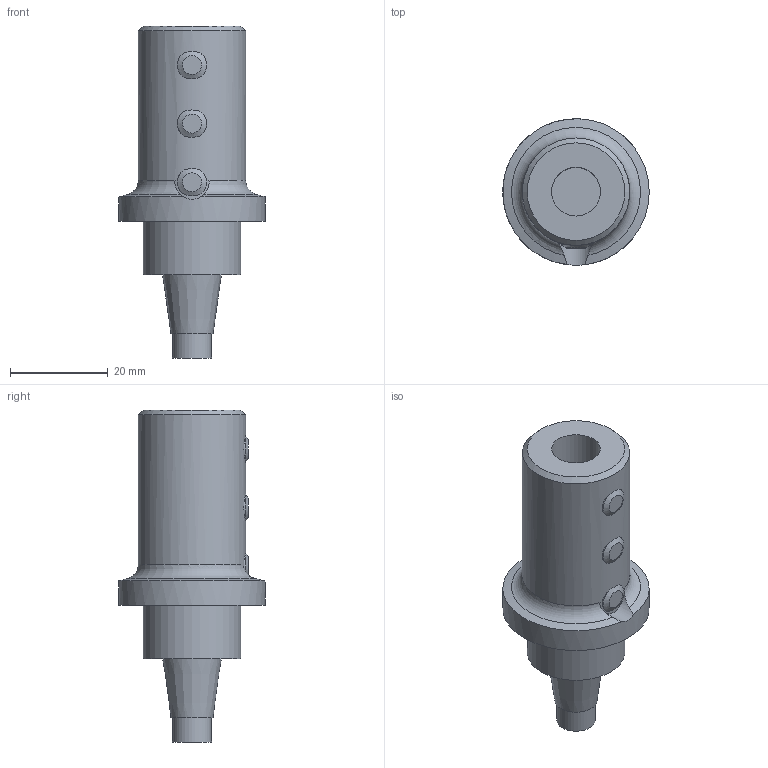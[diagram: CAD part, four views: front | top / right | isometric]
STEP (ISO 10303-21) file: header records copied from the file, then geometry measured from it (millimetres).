
FILE_DESCRIPTION(/* description */ (''),/* implementation_level */ '2;1');
FILE_NAME(/* name */ 'W9990458_stp.stp',/* time_stamp */ '2017-05-09T12:53:47+02:00',/* author */ (''),/* organization */ (''),/* preprocessor_version */ 'ST-DEVELOPER v15',/* originating_system */ 'SIEMENS PLM Software NX 9.0',/* authorisation */ '');
FILE_SCHEMA (('AUTOMOTIVE_DESIGN { 1 0 10303 214 3 1 1 1 }'));
Length unit declared in the file: millimetre
Products named in the file (1): reic119C905Eo6al
Bounding box: 30 x 30 x 68 mm (x, y, z)
Volume: 18557.4 mm3; surface area: 6625.1 mm2
Topology: 1 solids, 1 shells, 28 faces, 58 edges, 39 vertices
Faces by surface type: cylinder 12, plane 9, cone 6, torus 1
Full cylindrical faces by diameter (mm): 8 x1, 10 x1, 20 x1, 22 x1, 30 x1
Entity records: 823 total; most frequent: CARTESIAN_POINT 289, DIRECTION 104, ORIENTED_EDGE 82, AXIS2_PLACEMENT_3D 52, EDGE_LOOP 45, EDGE_CURVE 41, VERTEX_POINT 32, FACE_BOUND 31
